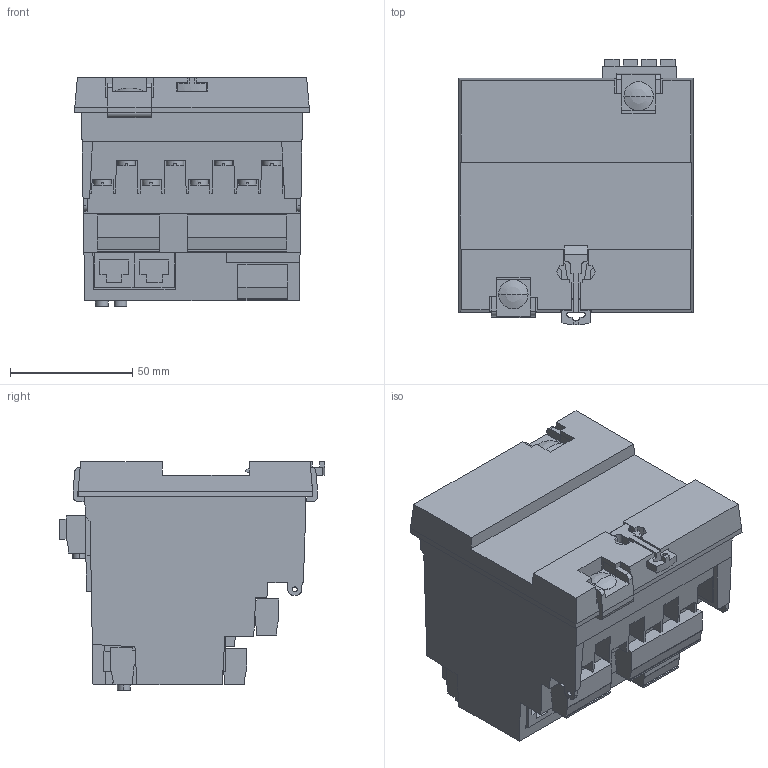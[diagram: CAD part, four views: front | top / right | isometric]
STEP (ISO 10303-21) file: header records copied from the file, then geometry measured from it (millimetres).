
FILE_DESCRIPTION((''),'2;1');
FILE_NAME('SB110528_3D-SIMPLIFIED_ASM','2013-04-17T',('Nico'),(''),'PRO/ENGINEER BY PARAMETRIC TECHNOLOGY CORPORATION, 2010480','PRO/ENGINEER BY PARAMETRIC TECHNOLOGY CORPORATION, 2010480','');
FILE_SCHEMA(('CONFIG_CONTROL_DESIGN'));
Length unit declared in the file: millimetre
Products named in the file (20): COQUE; PIECE_01; CONNECTEUR_04; VIS_4D; CONNECTEUR_04_ASM; CONNECTEUR_03; CONNECTEUR_03_ASM; VIS_7D2; CONNECTEUR_05; CONNECTEUR_05_ASM; CONNECTEUR_06; CONNECTEUR_06_ASM; CONNECTEUR_07; CONNECTEUR_07_ASM; PIECE_02; COQUE_AVANT; PIECE_03; RONDELLE; CLIP; SB110528_3D-SIMPLIFIED_ASM
Assembly tree (51 placements, depth 3):
  SB110528_3D-SIMPLIFIED_ASM
    COQUE
    PIECE_01  x2
    CONNECTEUR_04_ASM
      CONNECTEUR_04
      VIS_4D  x4
    CONNECTEUR_03_ASM
      CONNECTEUR_03
      VIS_4D  x4
    VIS_7D2  x8
    CONNECTEUR_05_ASM
      CONNECTEUR_05
      VIS_4D  x2
    CONNECTEUR_06_ASM
      CONNECTEUR_06
      VIS_4D  x5
    CONNECTEUR_07_ASM
      CONNECTEUR_07
      VIS_4D  x8
    PIECE_02
    COQUE_AVANT
    PIECE_03  x2
    RONDELLE  x2
    CLIP
Bounding box: 96.39 x 108.76 x 93.58 mm (x, y, z)
Volume: 613127.1 mm3; surface area: 95394 mm2
Topology: 46 solids, 46 shells, 848 faces, 2151 edges, 1430 vertices
Faces by surface type: plane 686, cylinder 158, sphere 4
Entity records: 16502 total; most frequent: CARTESIAN_POINT 2898, DIRECTION 2756, ORIENTED_EDGE 2688, EDGE_CURVE 1344, VECTOR 1142, LINE 1142, VERTEX_POINT 895, AXIS2_PLACEMENT_3D 807
